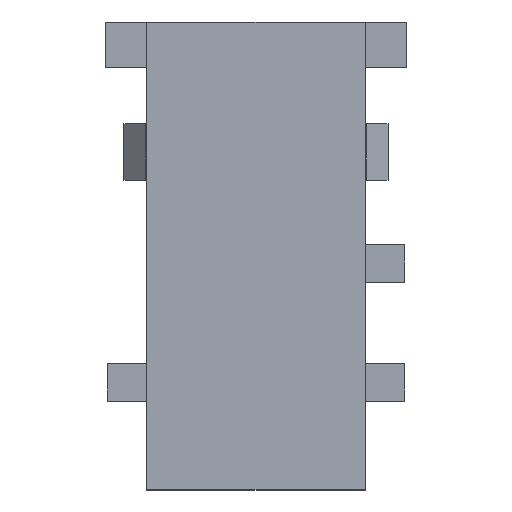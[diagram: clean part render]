
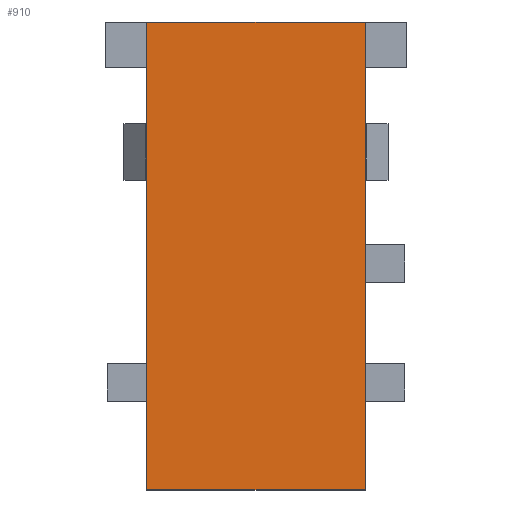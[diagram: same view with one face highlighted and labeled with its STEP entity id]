
A CAD part, top view. The second image highlights one B-rep face of the part: STEP entity #910.
In plain terms, the highlighted planar face has unit normal (0, 0, 1).
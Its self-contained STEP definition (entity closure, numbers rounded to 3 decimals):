
#49=FACE_OUTER_BOUND('',#108,.T.);
#108=EDGE_LOOP('',(#675,#676,#677,#678));
#179=LINE('',#1325,#300);
#182=LINE('',#1331,#303);
#185=LINE('',#1337,#306);
#188=LINE('',#1341,#309);
#300=VECTOR('',#1079,10.);
#303=VECTOR('',#1084,10.);
#306=VECTOR('',#1089,10.);
#309=VECTOR('',#1094,10.);
#412=VERTEX_POINT('',#1322);
#413=VERTEX_POINT('',#1324);
#415=VERTEX_POINT('',#1330);
#417=VERTEX_POINT('',#1336);
#505=EDGE_CURVE('',#413,#412,#179,.T.);
#508=EDGE_CURVE('',#415,#413,#182,.T.);
#511=EDGE_CURVE('',#417,#415,#185,.T.);
#514=EDGE_CURVE('',#412,#417,#188,.T.);
#675=ORIENTED_EDGE('',*,*,#514,.T.);
#676=ORIENTED_EDGE('',*,*,#511,.T.);
#677=ORIENTED_EDGE('',*,*,#508,.T.);
#678=ORIENTED_EDGE('',*,*,#505,.T.);
#855=PLANE('',#974);
#910=ADVANCED_FACE('',(#49),#855,.T.);
#974=AXIS2_PLACEMENT_3D('',#1342,#1095,#1096);
#1079=DIRECTION('',(-1.,0.,0.));
#1084=DIRECTION('',(0.,1.,0.));
#1089=DIRECTION('',(1.,0.,0.));
#1094=DIRECTION('',(0.,-1.,0.));
#1095=DIRECTION('center_axis',(0.,0.,1.));
#1096=DIRECTION('ref_axis',(1.,0.,0.));
#1322=CARTESIAN_POINT('',(-2.9,14.9,4.1));
#1324=CARTESIAN_POINT('',(2.9,14.9,4.1));
#1325=CARTESIAN_POINT('',(-2.9,14.9,4.1));
#1330=CARTESIAN_POINT('',(2.9,2.5,4.1));
#1331=CARTESIAN_POINT('',(2.9,14.9,4.1));
#1336=CARTESIAN_POINT('',(-2.9,2.5,4.1));
#1337=CARTESIAN_POINT('',(2.9,2.5,4.1));
#1341=CARTESIAN_POINT('',(-2.9,14.9,4.1));
#1342=CARTESIAN_POINT('Origin',(0.,8.7,4.1));
